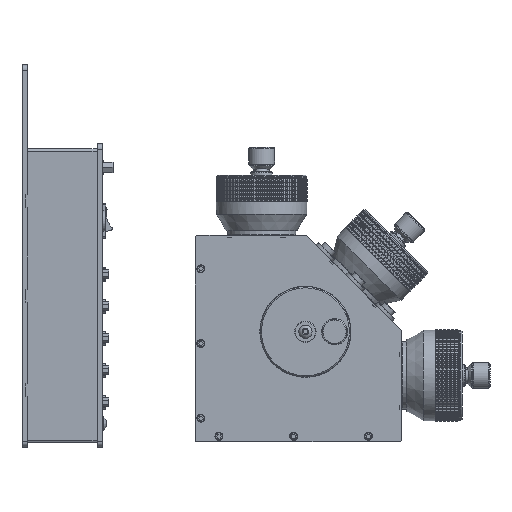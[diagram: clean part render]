
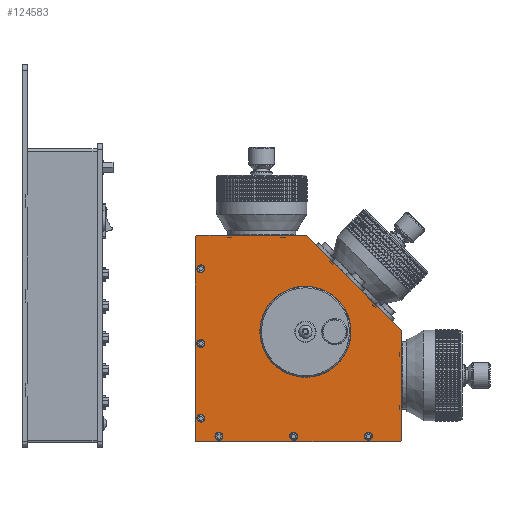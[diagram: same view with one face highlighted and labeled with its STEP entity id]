
A CAD part, left-side view. The second image highlights one B-rep face of the part: STEP entity #124583.
In plain terms, the highlighted planar face has unit normal (-1, 0, 0).
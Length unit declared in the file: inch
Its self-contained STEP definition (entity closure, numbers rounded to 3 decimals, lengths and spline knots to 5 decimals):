
#407=CARTESIAN_POINT('',(-2.91,3.1141,1.0255));
#408=VERTEX_POINT('',#407);
#409=CARTESIAN_POINT('',(-2.91,3.9066,1.0255));
#410=DIRECTION('',(1.0,0.0,0.));
#411=DIRECTION('',(0.0,1.0,0.0));
#412=AXIS2_PLACEMENT_3D('',#409,#410,#411);
#413=CIRCLE('',#412,0.7925);
#414=EDGE_CURVE('',#408,#408,#413,.T.);
#58570=CARTESIAN_POINT('',(-2.91,3.8887,3.285));
#58571=VERTEX_POINT('',#58570);
#58572=CARTESIAN_POINT('',(-2.91,1.647,1.0433));
#58573=VERTEX_POINT('',#58572);
#58574=CARTESIAN_POINT('',(-2.91,3.8887,3.285));
#58575=DIRECTION('',(0.,-0.707,-0.707));
#58576=VECTOR('',#58575,3.17025);
#58577=LINE('',#58574,#58576);
#58578=EDGE_CURVE('',#58571,#58573,#58577,.T.);
#58721=CARTESIAN_POINT('',(-2.91,1.647,-1.515));
#58722=VERTEX_POINT('',#58721);
#58723=CARTESIAN_POINT('',(-2.91,1.647,1.0433));
#58724=DIRECTION('',(0.0,0.0,-1.0));
#58725=VECTOR('',#58724,2.5583);
#58726=LINE('',#58723,#58725);
#58727=EDGE_CURVE('',#58573,#58722,#58726,.T.);
#124467=CARTESIAN_POINT('',(-2.91,3.81987,3.21617));
#124468=DIRECTION('',(1.0,0.,0.));
#124469=DIRECTION('',(0.,-0.707,0.707));
#124470=AXIS2_PLACEMENT_3D('',#124467,#124468,#124469);
#124471=PLANE('',#124470);
#124472=ORIENTED_EDGE('',*,*,#58578,.F.);
#124473=CARTESIAN_POINT('',(-2.91,6.447,3.285));
#124474=VERTEX_POINT('',#124473);
#124475=CARTESIAN_POINT('',(-2.91,6.447,3.285));
#124476=DIRECTION('',(0.0,-1.0,0.0));
#124477=VECTOR('',#124476,2.5583);
#124478=LINE('',#124475,#124477);
#124479=EDGE_CURVE('',#124474,#58571,#124478,.T.);
#124480=ORIENTED_EDGE('',*,*,#124479,.F.);
#124481=CARTESIAN_POINT('',(-2.91,6.482,3.25));
#124482=VERTEX_POINT('',#124481);
#124483=CARTESIAN_POINT('',(-2.91,6.482,3.25));
#124484=DIRECTION('',(0.,-0.707,0.707));
#124485=VECTOR('',#124484,0.0495);
#124486=LINE('',#124483,#124485);
#124487=EDGE_CURVE('',#124482,#124474,#124486,.T.);
#124488=ORIENTED_EDGE('',*,*,#124487,.F.);
#124489=CARTESIAN_POINT('',(-2.91,6.482,-1.55));
#124490=VERTEX_POINT('',#124489);
#124491=CARTESIAN_POINT('',(-2.91,6.482,-1.55));
#124492=DIRECTION('',(0.0,0.0,1.0));
#124493=VECTOR('',#124492,4.8);
#124494=LINE('',#124491,#124493);
#124495=EDGE_CURVE('',#124490,#124482,#124494,.T.);
#124496=ORIENTED_EDGE('',*,*,#124495,.F.);
#124497=CARTESIAN_POINT('',(-2.91,1.682,-1.55));
#124498=VERTEX_POINT('',#124497);
#124499=CARTESIAN_POINT('',(-2.91,6.482,-1.55));
#124500=DIRECTION('',(0.0,-1.0,0.0));
#124501=VECTOR('',#124500,4.8);
#124502=LINE('',#124499,#124501);
#124503=EDGE_CURVE('',#124490,#124498,#124502,.T.);
#124504=ORIENTED_EDGE('',*,*,#124503,.T.);
#124505=CARTESIAN_POINT('',(-2.91,1.647,-1.515));
#124506=DIRECTION('',(0.0,0.707,-0.707));
#124507=VECTOR('',#124506,0.0495);
#124508=LINE('',#124505,#124507);
#124509=EDGE_CURVE('',#58722,#124498,#124508,.T.);
#124510=ORIENTED_EDGE('',*,*,#124509,.F.);
#124511=ORIENTED_EDGE('',*,*,#58727,.F.);
#124512=EDGE_LOOP('',(#124472,#124480,#124488,#124496,#124504,#124510,#124511));
#124513=FACE_OUTER_BOUND('',#124512,.T.);
#124514=ORIENTED_EDGE('',*,*,#414,.T.);
#124515=EDGE_LOOP('',(#124514));
#124516=FACE_BOUND('',#124515,.T.);
#124517=CARTESIAN_POINT('',(-2.91,6.263,0.75));
#124518=VERTEX_POINT('',#124517);
#124519=CARTESIAN_POINT('',(-2.91,6.357,0.75));
#124520=DIRECTION('',(1.0,0.0,0.0));
#124521=DIRECTION('',(0.0,-1.0,0.0));
#124522=AXIS2_PLACEMENT_3D('',#124519,#124520,#124521);
#124523=CIRCLE('',#124522,0.094);
#124524=EDGE_CURVE('',#124518,#124518,#124523,.T.);
#124525=ORIENTED_EDGE('',*,*,#124524,.T.);
#124526=EDGE_LOOP('',(#124525));
#124527=FACE_BOUND('',#124526,.T.);
#124528=CARTESIAN_POINT('',(-2.91,6.263,2.5));
#124529=VERTEX_POINT('',#124528);
#124530=CARTESIAN_POINT('',(-2.91,6.357,2.5));
#124531=DIRECTION('',(1.0,0.0,0.0));
#124532=DIRECTION('',(0.0,-1.0,0.0));
#124533=AXIS2_PLACEMENT_3D('',#124530,#124531,#124532);
#124534=CIRCLE('',#124533,0.094);
#124535=EDGE_CURVE('',#124529,#124529,#124534,.T.);
#124536=ORIENTED_EDGE('',*,*,#124535,.T.);
#124537=EDGE_LOOP('',(#124536));
#124538=FACE_BOUND('',#124537,.T.);
#124539=CARTESIAN_POINT('',(-2.91,5.838,-1.425));
#124540=VERTEX_POINT('',#124539);
#124541=CARTESIAN_POINT('',(-2.91,5.932,-1.425));
#124542=DIRECTION('',(1.0,0.0,0.0));
#124543=DIRECTION('',(0.0,-1.0,0.0));
#124544=AXIS2_PLACEMENT_3D('',#124541,#124542,#124543);
#124545=CIRCLE('',#124544,0.094);
#124546=EDGE_CURVE('',#124540,#124540,#124545,.T.);
#124547=ORIENTED_EDGE('',*,*,#124546,.T.);
#124548=EDGE_LOOP('',(#124547));
#124549=FACE_BOUND('',#124548,.T.);
#124550=CARTESIAN_POINT('',(-2.91,6.263,-1.));
#124551=VERTEX_POINT('',#124550);
#124552=CARTESIAN_POINT('',(-2.91,6.357,-1.));
#124553=DIRECTION('',(1.0,0.0,0.0));
#124554=DIRECTION('',(0.0,-1.0,0.0));
#124555=AXIS2_PLACEMENT_3D('',#124552,#124553,#124554);
#124556=CIRCLE('',#124555,0.094);
#124557=EDGE_CURVE('',#124551,#124551,#124556,.T.);
#124558=ORIENTED_EDGE('',*,*,#124557,.T.);
#124559=EDGE_LOOP('',(#124558));
#124560=FACE_BOUND('',#124559,.T.);
#124561=CARTESIAN_POINT('',(-2.91,4.088,-1.425));
#124562=VERTEX_POINT('',#124561);
#124563=CARTESIAN_POINT('',(-2.91,4.182,-1.425));
#124564=DIRECTION('',(1.0,0.0,0.0));
#124565=DIRECTION('',(0.0,-1.0,0.0));
#124566=AXIS2_PLACEMENT_3D('',#124563,#124564,#124565);
#124567=CIRCLE('',#124566,0.094);
#124568=EDGE_CURVE('',#124562,#124562,#124567,.T.);
#124569=ORIENTED_EDGE('',*,*,#124568,.T.);
#124570=EDGE_LOOP('',(#124569));
#124571=FACE_BOUND('',#124570,.T.);
#124572=CARTESIAN_POINT('',(-2.91,2.338,-1.425));
#124573=VERTEX_POINT('',#124572);
#124574=CARTESIAN_POINT('',(-2.91,2.432,-1.425));
#124575=DIRECTION('',(1.0,0.0,0.0));
#124576=DIRECTION('',(0.0,-1.0,0.0));
#124577=AXIS2_PLACEMENT_3D('',#124574,#124575,#124576);
#124578=CIRCLE('',#124577,0.094);
#124579=EDGE_CURVE('',#124573,#124573,#124578,.T.);
#124580=ORIENTED_EDGE('',*,*,#124579,.T.);
#124581=EDGE_LOOP('',(#124580));
#124582=FACE_BOUND('',#124581,.T.);
#124583=ADVANCED_FACE('',(#124513,#124516,#124527,#124538,#124549,#124560,#124571,#124582),#124471,.F.);
